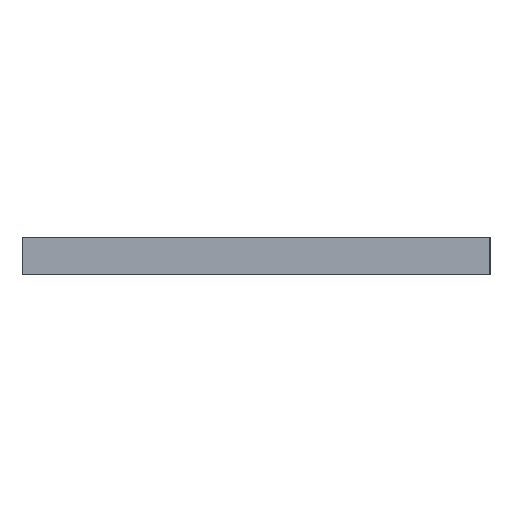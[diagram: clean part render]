
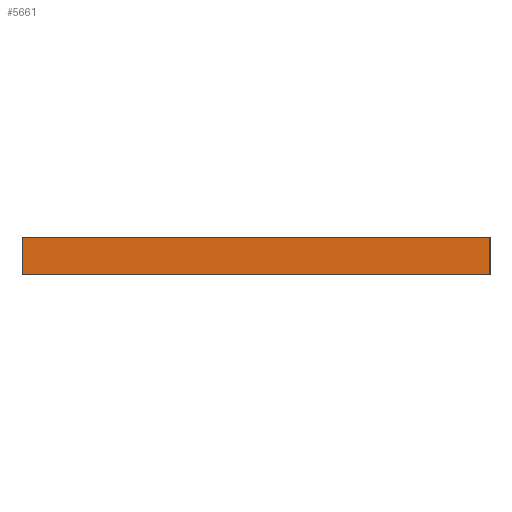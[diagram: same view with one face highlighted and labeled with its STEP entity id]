
A CAD part, left-side view. The second image highlights one B-rep face of the part: STEP entity #5661.
In plain terms, the highlighted planar face has unit normal (-1, 0, 0).
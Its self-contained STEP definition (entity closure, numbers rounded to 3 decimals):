
#835=FACE_OUTER_BOUND('',#1157,.T.);
#1157=EDGE_LOOP('',(#5083,#5084,#5085,#5086));
#1588=LINE('',#11041,#2079);
#1620=LINE('',#11110,#2111);
#1622=LINE('',#11114,#2113);
#1623=LINE('',#11115,#2114);
#2079=VECTOR('',#6387,10.);
#2111=VECTOR('',#6429,10.);
#2113=VECTOR('',#6433,10.);
#2114=VECTOR('',#6434,10.);
#2676=VERTEX_POINT('',#11038);
#2677=VERTEX_POINT('',#11040);
#2708=VERTEX_POINT('',#11107);
#2710=VERTEX_POINT('',#11113);
#3482=EDGE_CURVE('',#2676,#2677,#1588,.T.);
#3515=EDGE_CURVE('',#2708,#2676,#1620,.T.);
#3517=EDGE_CURVE('',#2710,#2708,#1622,.T.);
#3518=EDGE_CURVE('',#2710,#2677,#1623,.T.);
#5083=ORIENTED_EDGE('',*,*,#3517,.F.);
#5084=ORIENTED_EDGE('',*,*,#3518,.T.);
#5085=ORIENTED_EDGE('',*,*,#3482,.F.);
#5086=ORIENTED_EDGE('',*,*,#3515,.F.);
#5363=PLANE('',#5800);
#5661=ADVANCED_FACE('',(#835),#5363,.F.);
#5800=AXIS2_PLACEMENT_3D('',#11112,#6431,#6432);
#6387=DIRECTION('',(0.,-1.,0.));
#6429=DIRECTION('',(0.,0.,1.));
#6431=DIRECTION('center_axis',(1.,0.,0.));
#6432=DIRECTION('ref_axis',(0.,1.,0.));
#6433=DIRECTION('',(0.,1.,0.));
#6434=DIRECTION('',(0.,0.,1.));
#11038=CARTESIAN_POINT('',(28.66,-75.12,19.5));
#11040=CARTESIAN_POINT('',(28.66,-137.7,19.5));
#11041=CARTESIAN_POINT('',(28.66,-120.455,19.5));
#11107=CARTESIAN_POINT('',(28.66,-75.12,14.5));
#11110=CARTESIAN_POINT('',(28.66,-75.12,14.5));
#11112=CARTESIAN_POINT('Origin',(28.66,-137.7,14.5));
#11113=CARTESIAN_POINT('',(28.66,-137.7,14.5));
#11114=CARTESIAN_POINT('',(28.66,-122.055,14.5));
#11115=CARTESIAN_POINT('',(28.66,-137.7,14.5));
